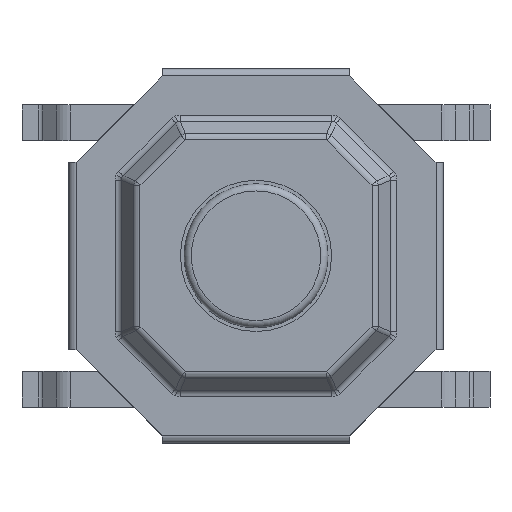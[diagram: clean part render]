
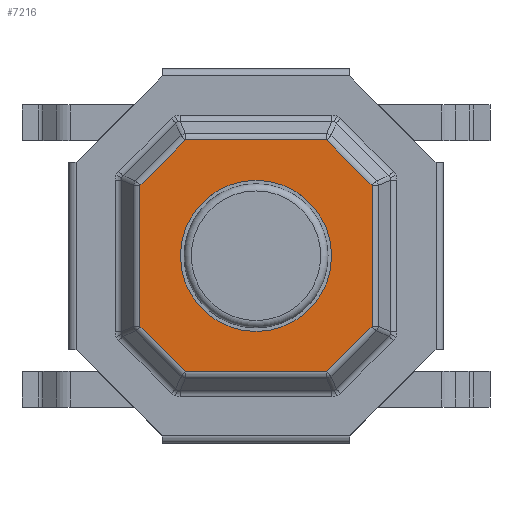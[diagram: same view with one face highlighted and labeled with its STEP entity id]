
A CAD part, top view. The second image highlights one B-rep face of the part: STEP entity #7216.
In plain terms, the highlighted planar face has unit normal (0, 0, 1).
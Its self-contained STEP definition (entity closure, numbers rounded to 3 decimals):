
#466=CIRCLE('',#7676,1.05);
#512=FACE_BOUND('',#1080,.T.);
#665=FACE_OUTER_BOUND('',#1079,.T.);
#1079=EDGE_LOOP('',(#4995,#4996,#4997,#4998,#4999,#5000,#5001,#5002));
#1080=EDGE_LOOP('',(#5003));
#1637=LINE('',#10522,#2328);
#1638=LINE('',#10524,#2329);
#1639=LINE('',#10526,#2330);
#1640=LINE('',#10528,#2331);
#1641=LINE('',#10530,#2332);
#1642=LINE('',#10532,#2333);
#1643=LINE('',#10534,#2334);
#1644=LINE('',#10535,#2335);
#2328=VECTOR('',#8705,1000.);
#2329=VECTOR('',#8706,1000.);
#2330=VECTOR('',#8707,1000.);
#2331=VECTOR('',#8708,1000.);
#2332=VECTOR('',#8709,1000.);
#2333=VECTOR('',#8710,1000.);
#2334=VECTOR('',#8711,1000.);
#2335=VECTOR('',#8712,1000.);
#2905=VERTEX_POINT('',#10310);
#2978=VERTEX_POINT('',#10520);
#2979=VERTEX_POINT('',#10521);
#2980=VERTEX_POINT('',#10523);
#2981=VERTEX_POINT('',#10525);
#2982=VERTEX_POINT('',#10527);
#2983=VERTEX_POINT('',#10529);
#2984=VERTEX_POINT('',#10531);
#2985=VERTEX_POINT('',#10533);
#3631=EDGE_CURVE('',#2905,#2905,#466,.T.);
#3740=EDGE_CURVE('',#2978,#2979,#1637,.T.);
#3741=EDGE_CURVE('',#2979,#2980,#1638,.T.);
#3742=EDGE_CURVE('',#2980,#2981,#1639,.T.);
#3743=EDGE_CURVE('',#2981,#2982,#1640,.T.);
#3744=EDGE_CURVE('',#2982,#2983,#1641,.T.);
#3745=EDGE_CURVE('',#2983,#2984,#1642,.T.);
#3746=EDGE_CURVE('',#2984,#2985,#1643,.T.);
#3747=EDGE_CURVE('',#2985,#2978,#1644,.T.);
#4995=ORIENTED_EDGE('',*,*,#3740,.T.);
#4996=ORIENTED_EDGE('',*,*,#3741,.T.);
#4997=ORIENTED_EDGE('',*,*,#3742,.T.);
#4998=ORIENTED_EDGE('',*,*,#3743,.T.);
#4999=ORIENTED_EDGE('',*,*,#3744,.T.);
#5000=ORIENTED_EDGE('',*,*,#3745,.T.);
#5001=ORIENTED_EDGE('',*,*,#3746,.T.);
#5002=ORIENTED_EDGE('',*,*,#3747,.T.);
#5003=ORIENTED_EDGE('',*,*,#3631,.F.);
#6533=PLANE('',#7719);
#7216=ADVANCED_FACE('',(#665,#512),#6533,.F.);
#7676=AXIS2_PLACEMENT_3D('',#10312,#8525,#8526);
#7719=AXIS2_PLACEMENT_3D('',#10519,#8703,#8704);
#8525=DIRECTION('center_axis',(0.,0.,1.));
#8526=DIRECTION('ref_axis',(1.,0.,0.));
#8703=DIRECTION('center_axis',(0.,0.,-1.));
#8704=DIRECTION('ref_axis',(-1.,0.,0.));
#8705=DIRECTION('',(-1.,0.,0.));
#8706=DIRECTION('',(-0.707,-0.707,0.));
#8707=DIRECTION('',(0.,-1.,0.));
#8708=DIRECTION('',(0.707,-0.707,0.));
#8709=DIRECTION('',(1.,0.,0.));
#8710=DIRECTION('',(0.707,0.707,0.));
#8711=DIRECTION('',(0.,1.,0.));
#8712=DIRECTION('',(-0.707,0.707,0.));
#10310=CARTESIAN_POINT('',(-1.05,0.,1.2));
#10312=CARTESIAN_POINT('Origin',(0.,0.,1.2));
#10519=CARTESIAN_POINT('Origin',(0.,0.,1.2));
#10520=CARTESIAN_POINT('',(0.98,1.611,1.2));
#10521=CARTESIAN_POINT('',(-0.98,1.611,1.2));
#10522=CARTESIAN_POINT('',(0.,1.611,1.2));
#10523=CARTESIAN_POINT('',(-1.611,0.98,1.2));
#10524=CARTESIAN_POINT('',(-1.296,1.296,1.2));
#10525=CARTESIAN_POINT('',(-1.611,-0.98,1.2));
#10526=CARTESIAN_POINT('',(-1.611,0.,1.2));
#10527=CARTESIAN_POINT('',(-0.98,-1.611,1.2));
#10528=CARTESIAN_POINT('',(-1.296,-1.296,1.2));
#10529=CARTESIAN_POINT('',(0.98,-1.611,1.2));
#10530=CARTESIAN_POINT('',(0.,-1.611,1.2));
#10531=CARTESIAN_POINT('',(1.611,-0.98,1.2));
#10532=CARTESIAN_POINT('',(1.296,-1.296,1.2));
#10533=CARTESIAN_POINT('',(1.611,0.98,1.2));
#10534=CARTESIAN_POINT('',(1.611,0.,1.2));
#10535=CARTESIAN_POINT('',(1.296,1.296,1.2));
